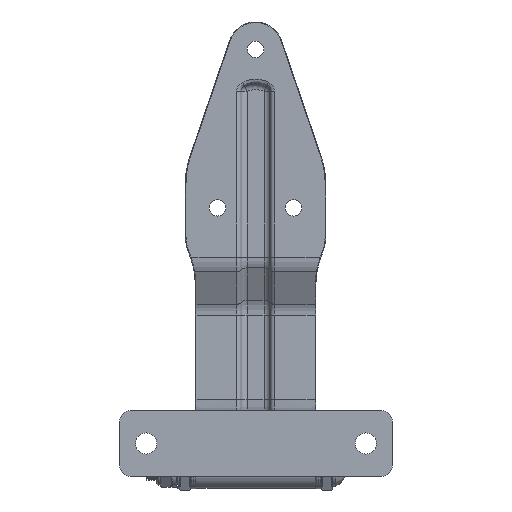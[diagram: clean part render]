
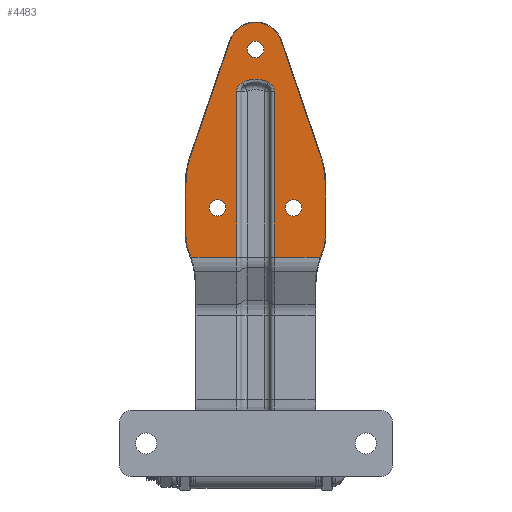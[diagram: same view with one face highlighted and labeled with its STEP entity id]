
A CAD part, front view. The second image highlights one B-rep face of the part: STEP entity #4483.
In plain terms, the highlighted face is planar.
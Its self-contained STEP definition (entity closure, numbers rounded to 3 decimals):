
#103=FACE_BOUND('',#880,.T.);
#104=FACE_BOUND('',#881,.T.);
#105=FACE_BOUND('',#882,.T.);
#142=PLANE('',#4979);
#193=B_SPLINE_CURVE_WITH_KNOTS('',3,(#7665,#7666,#7667,#7668,#7669),
 .UNSPECIFIED.,.F.,.F.,(4,1,4),(7.491,8.034,8.759),
 .UNSPECIFIED.);
#589=FACE_OUTER_BOUND('',#879,.T.);
#879=EDGE_LOOP('',(#3465,#3466,#3467,#3468,#3469,#3470,#3471,#3472,#3473,
#3474,#3475,#3476,#3477,#3478,#3479,#3480,#3481,#3482,#3483,#3484));
#880=EDGE_LOOP('',(#3485));
#881=EDGE_LOOP('',(#3486));
#882=EDGE_LOOP('',(#3487));
#1129=LINE('',#7328,#1339);
#1130=LINE('',#7339,#1340);
#1132=LINE('',#7351,#1342);
#1134=LINE('',#7363,#1344);
#1136=LINE('',#7375,#1346);
#1138=LINE('',#7387,#1348);
#1164=LINE('',#7659,#1374);
#1165=LINE('',#7661,#1375);
#1166=LINE('',#7673,#1376);
#1167=LINE('',#7674,#1377);
#1339=VECTOR('',#5736,3.222);
#1340=VECTOR('',#5749,24.805);
#1342=VECTOR('',#5763,58.04);
#1344=VECTOR('',#5777,58.04);
#1346=VECTOR('',#5791,24.805);
#1348=VECTOR('',#5805,3.222);
#1374=VECTOR('',#6013,21.727);
#1375=VECTOR('',#6014,78.383);
#1376=VECTOR('',#6019,78.383);
#1377=VECTOR('',#6020,21.727);
#1590=CIRCLE('',#4861,19.7);
#1594=CIRCLE('',#4867,39.7);
#1598=CIRCLE('',#4873,12.7);
#1602=CIRCLE('',#4879,39.7);
#1606=CIRCLE('',#4885,19.7);
#1609=CIRCLE('',#4890,40.3);
#1640=CIRCLE('',#4938,40.3);
#1668=CIRCLE('',#4980,4.899);
#1669=CIRCLE('',#4981,4.899);
#1670=CIRCLE('',#4982,3.9);
#1671=CIRCLE('',#4983,3.9);
#1672=CIRCLE('',#4984,3.9);
#1907=VERTEX_POINT('',#7307);
#1908=VERTEX_POINT('',#7321);
#1911=VERTEX_POINT('',#7326);
#1913=VERTEX_POINT('',#7331);
#1915=VERTEX_POINT('',#7337);
#1917=VERTEX_POINT('',#7343);
#1919=VERTEX_POINT('',#7349);
#1921=VERTEX_POINT('',#7355);
#1923=VERTEX_POINT('',#7361);
#1925=VERTEX_POINT('',#7367);
#1927=VERTEX_POINT('',#7373);
#1929=VERTEX_POINT('',#7379);
#1931=VERTEX_POINT('',#7385);
#1932=VERTEX_POINT('',#7412);
#1990=VERTEX_POINT('',#7658);
#1991=VERTEX_POINT('',#7660);
#1992=VERTEX_POINT('',#7662);
#1993=VERTEX_POINT('',#7664);
#1994=VERTEX_POINT('',#7670);
#1995=VERTEX_POINT('',#7672);
#1996=VERTEX_POINT('',#7675);
#1997=VERTEX_POINT('',#7677);
#1998=VERTEX_POINT('',#7679);
#2425=EDGE_CURVE('',#1911,#1908,#1129,.T.);
#2427=EDGE_CURVE('',#1913,#1911,#1590,.T.);
#2430=EDGE_CURVE('',#1915,#1913,#1130,.T.);
#2433=EDGE_CURVE('',#1917,#1915,#1594,.T.);
#2436=EDGE_CURVE('',#1919,#1917,#1132,.T.);
#2439=EDGE_CURVE('',#1921,#1919,#1598,.T.);
#2442=EDGE_CURVE('',#1923,#1921,#1134,.T.);
#2445=EDGE_CURVE('',#1925,#1923,#1602,.T.);
#2448=EDGE_CURVE('',#1927,#1925,#1136,.T.);
#2451=EDGE_CURVE('',#1929,#1927,#1606,.T.);
#2454=EDGE_CURVE('',#1931,#1929,#1138,.T.);
#2456=EDGE_CURVE('',#1908,#1907,#1609,.T.);
#2507=EDGE_CURVE('',#1932,#1931,#1640,.T.);
#2547=EDGE_CURVE('',#1990,#1932,#1164,.T.);
#2548=EDGE_CURVE('',#1991,#1990,#1165,.T.);
#2549=EDGE_CURVE('',#1992,#1991,#1668,.T.);
#2550=EDGE_CURVE('',#1993,#1992,#193,.T.);
#2551=EDGE_CURVE('',#1994,#1993,#1669,.T.);
#2552=EDGE_CURVE('',#1995,#1994,#1166,.T.);
#2553=EDGE_CURVE('',#1907,#1995,#1167,.T.);
#2554=EDGE_CURVE('',#1996,#1996,#1670,.T.);
#2555=EDGE_CURVE('',#1997,#1997,#1671,.T.);
#2556=EDGE_CURVE('',#1998,#1998,#1672,.T.);
#3465=ORIENTED_EDGE('',*,*,#2456,.F.);
#3466=ORIENTED_EDGE('',*,*,#2425,.F.);
#3467=ORIENTED_EDGE('',*,*,#2427,.F.);
#3468=ORIENTED_EDGE('',*,*,#2430,.F.);
#3469=ORIENTED_EDGE('',*,*,#2433,.F.);
#3470=ORIENTED_EDGE('',*,*,#2436,.F.);
#3471=ORIENTED_EDGE('',*,*,#2439,.F.);
#3472=ORIENTED_EDGE('',*,*,#2442,.F.);
#3473=ORIENTED_EDGE('',*,*,#2445,.F.);
#3474=ORIENTED_EDGE('',*,*,#2448,.F.);
#3475=ORIENTED_EDGE('',*,*,#2451,.F.);
#3476=ORIENTED_EDGE('',*,*,#2454,.F.);
#3477=ORIENTED_EDGE('',*,*,#2507,.F.);
#3478=ORIENTED_EDGE('',*,*,#2547,.F.);
#3479=ORIENTED_EDGE('',*,*,#2548,.F.);
#3480=ORIENTED_EDGE('',*,*,#2549,.F.);
#3481=ORIENTED_EDGE('',*,*,#2550,.F.);
#3482=ORIENTED_EDGE('',*,*,#2551,.F.);
#3483=ORIENTED_EDGE('',*,*,#2552,.F.);
#3484=ORIENTED_EDGE('',*,*,#2553,.F.);
#3485=ORIENTED_EDGE('',*,*,#2554,.T.);
#3486=ORIENTED_EDGE('',*,*,#2555,.T.);
#3487=ORIENTED_EDGE('',*,*,#2556,.T.);
#4483=ADVANCED_FACE('',(#589,#103,#104,#105),#142,.T.);
#4861=AXIS2_PLACEMENT_3D('',#7333,#5741,#5742);
#4867=AXIS2_PLACEMENT_3D('',#7345,#5755,#5756);
#4873=AXIS2_PLACEMENT_3D('',#7357,#5769,#5770);
#4879=AXIS2_PLACEMENT_3D('',#7369,#5783,#5784);
#4885=AXIS2_PLACEMENT_3D('',#7381,#5797,#5798);
#4890=AXIS2_PLACEMENT_3D('',#7390,#5809,#5810);
#4938=AXIS2_PLACEMENT_3D('',#7580,#5917,#5918);
#4979=AXIS2_PLACEMENT_3D('',#7657,#6011,#6012);
#4980=AXIS2_PLACEMENT_3D('',#7663,#6015,#6016);
#4981=AXIS2_PLACEMENT_3D('',#7671,#6017,#6018);
#4982=AXIS2_PLACEMENT_3D('',#7676,#6021,#6022);
#4983=AXIS2_PLACEMENT_3D('',#7678,#6023,#6024);
#4984=AXIS2_PLACEMENT_3D('',#7680,#6025,#6026);
#5736=DIRECTION('',(-0.343,0.939,0.));
#5741=DIRECTION('center_axis',(0.,0.,1.));
#5742=DIRECTION('ref_axis',(0.985,0.174,0.));
#5749=DIRECTION('',(0.,1.,0.));
#5755=DIRECTION('center_axis',(0.,0.,1.));
#5756=DIRECTION('ref_axis',(0.986,-0.164,0.));
#5763=DIRECTION('',(0.324,0.946,0.));
#5769=DIRECTION('center_axis',(0.,0.,1.));
#5770=DIRECTION('ref_axis',(0.,-1.,0.));
#5777=DIRECTION('',(0.324,-0.946,0.));
#5783=DIRECTION('center_axis',(0.,0.,1.));
#5784=DIRECTION('ref_axis',(-0.986,-0.164,0.));
#5791=DIRECTION('',(0.,-1.,0.));
#5797=DIRECTION('center_axis',(0.,0.,1.));
#5798=DIRECTION('ref_axis',(-0.985,0.174,0.));
#5805=DIRECTION('',(-0.343,-0.939,0.));
#5809=DIRECTION('center_axis',(0.,0.,-1.));
#5810=DIRECTION('ref_axis',(-0.939,-0.343,0.));
#5917=DIRECTION('center_axis',(0.,0.,-1.));
#5918=DIRECTION('ref_axis',(0.939,-0.344,0.));
#6011=DIRECTION('center_axis',(0.,0.,-1.));
#6012=DIRECTION('ref_axis',(0.,1.,0.));
#6013=DIRECTION('',(-1.,0.,0.));
#6014=DIRECTION('',(0.,1.,0.));
#6015=DIRECTION('center_axis',(0.,0.,-1.));
#6016=DIRECTION('ref_axis',(1.,0.,0.));
#6017=DIRECTION('center_axis',(0.,0.,-1.));
#6018=DIRECTION('ref_axis',(-0.438,0.899,0.));
#6019=DIRECTION('',(0.,-1.,0.));
#6020=DIRECTION('',(-1.,0.,0.));
#6021=DIRECTION('center_axis',(0.,0.,1.));
#6022=DIRECTION('ref_axis',(1.,0.,0.));
#6023=DIRECTION('center_axis',(0.,0.,1.));
#6024=DIRECTION('ref_axis',(1.,0.,0.));
#6025=DIRECTION('center_axis',(0.,0.,1.));
#6026=DIRECTION('ref_axis',(1.,0.,0.));
#7307=CARTESIAN_POINT('',(30.626,-88.193,0.));
#7321=CARTESIAN_POINT('',(30.648,-88.252,0.));
#7326=CARTESIAN_POINT('',(31.754,-91.279,0.));
#7328=CARTESIAN_POINT('',(45.558,-129.06,0.));
#7331=CARTESIAN_POINT('',(32.95,-98.039,0.));
#7333=CARTESIAN_POINT('Origin',(13.25,-98.039,0.));
#7337=CARTESIAN_POINT('',(32.95,-122.844,0.));
#7339=CARTESIAN_POINT('',(32.95,-144.313,0.));
#7343=CARTESIAN_POINT('',(30.811,-135.7,0.));
#7345=CARTESIAN_POINT('Origin',(-6.75,-122.844,0.));
#7349=CARTESIAN_POINT('',(12.016,-190.613,0.));
#7351=CARTESIAN_POINT('',(20.499,-165.826,0.));
#7355=CARTESIAN_POINT('',(-12.016,-190.613,0.));
#7357=CARTESIAN_POINT('Origin',(0.,-186.5,0.));
#7361=CARTESIAN_POINT('',(-30.811,-135.7,0.));
#7363=CARTESIAN_POINT('',(-10.024,-196.431,0.));
#7367=CARTESIAN_POINT('',(-32.95,-122.844,0.));
#7369=CARTESIAN_POINT('Origin',(6.75,-122.844,0.));
#7373=CARTESIAN_POINT('',(-32.95,-98.039,0.));
#7375=CARTESIAN_POINT('',(-32.95,-144.313,0.));
#7379=CARTESIAN_POINT('',(-31.754,-91.279,0.));
#7381=CARTESIAN_POINT('Origin',(-13.25,-98.039,0.));
#7385=CARTESIAN_POINT('',(-30.648,-88.252,0.));
#7387=CARTESIAN_POINT('',(-47.933,-135.56,0.));
#7390=CARTESIAN_POINT('Origin',(68.5,-74.421,0.));
#7412=CARTESIAN_POINT('',(-30.626,-88.193,0.));
#7580=CARTESIAN_POINT('Origin',(-68.5,-74.421,0.));
#7657=CARTESIAN_POINT('Origin',(0.,-199.5,0.));
#7658=CARTESIAN_POINT('',(-8.899,-88.193,0.));
#7659=CARTESIAN_POINT('',(0.,-88.193,0.));
#7660=CARTESIAN_POINT('',(-8.899,-166.577,0.));
#7661=CARTESIAN_POINT('',(-8.899,-105.641,0.));
#7662=CARTESIAN_POINT('',(-6.147,-170.98,0.));
#7663=CARTESIAN_POINT('Origin',(-4.,-166.577,0.));
#7664=CARTESIAN_POINT('',(6.147,-170.98,0.));
#7665=CARTESIAN_POINT('Ctrl Pts',(6.147,-170.98,0.));
#7666=CARTESIAN_POINT('Ctrl Pts',(4.51,-171.778,0.));
#7667=CARTESIAN_POINT('Ctrl Pts',(0.308,-172.891,0.));
#7668=CARTESIAN_POINT('Ctrl Pts',(-3.977,-172.038,0.));
#7669=CARTESIAN_POINT('Ctrl Pts',(-6.147,-170.98,0.));
#7670=CARTESIAN_POINT('',(8.899,-166.577,0.));
#7671=CARTESIAN_POINT('Origin',(4.,-166.577,0.));
#7672=CARTESIAN_POINT('',(8.899,-88.193,0.));
#7673=CARTESIAN_POINT('',(8.899,-105.641,0.));
#7674=CARTESIAN_POINT('',(0.,-88.193,0.));
#7675=CARTESIAN_POINT('',(-3.9,-186.5,0.));
#7676=CARTESIAN_POINT('Origin',(0.,-186.5,0.));
#7677=CARTESIAN_POINT('',(-21.9,-111.5,0.));
#7678=CARTESIAN_POINT('Origin',(-18.,-111.5,0.));
#7679=CARTESIAN_POINT('',(14.1,-111.5,0.));
#7680=CARTESIAN_POINT('Origin',(18.,-111.5,0.));
